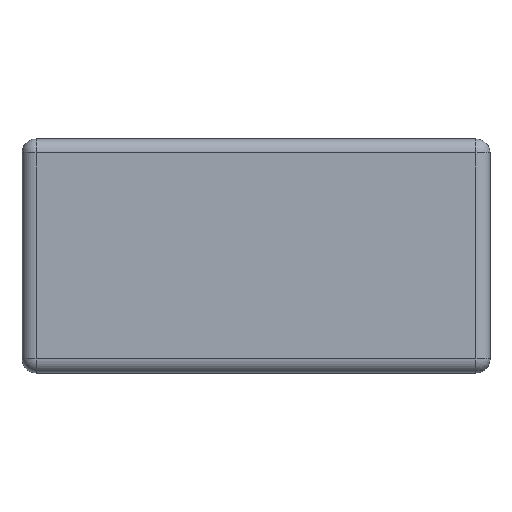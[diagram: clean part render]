
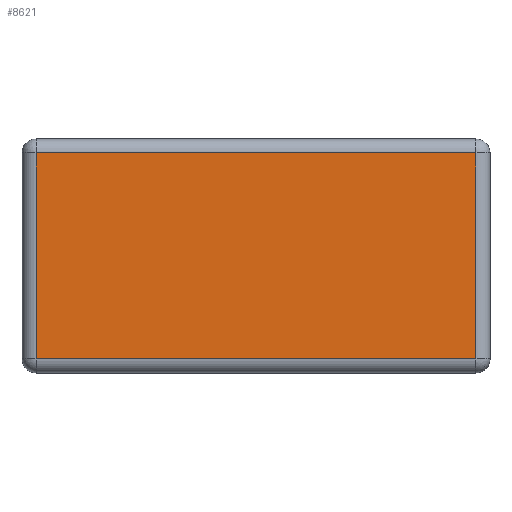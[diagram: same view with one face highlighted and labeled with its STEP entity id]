
A CAD part, top view. The second image highlights one B-rep face of the part: STEP entity #8621.
In plain terms, the highlighted face is planar.
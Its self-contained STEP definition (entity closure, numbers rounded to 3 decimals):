
#8361=CARTESIAN_POINT('',(-47.0,-22.,-13.0));
#8362=VERTEX_POINT('',#8361);
#8370=CARTESIAN_POINT('',(47.,-22.,-13.0));
#8371=VERTEX_POINT('',#8370);
#8372=CARTESIAN_POINT('',(-47.0,-22.,-13.0));
#8373=DIRECTION('',(1.0,0.0,0.0));
#8374=VECTOR('',#8373,94.0);
#8375=LINE('',#8372,#8374);
#8376=EDGE_CURVE('',#8362,#8371,#8375,.T.);
#8408=CARTESIAN_POINT('',(47.0,22.,-13.0));
#8409=VERTEX_POINT('',#8408);
#8410=CARTESIAN_POINT('',(47.0,-22.,-13.0));
#8411=DIRECTION('',(0.0,1.0,0.0));
#8412=VECTOR('',#8411,44.);
#8413=LINE('',#8410,#8412);
#8414=EDGE_CURVE('',#8371,#8409,#8413,.T.);
#8458=CARTESIAN_POINT('',(-47.,22.,-13.0));
#8459=VERTEX_POINT('',#8458);
#8460=CARTESIAN_POINT('',(47.0,22.,-13.0));
#8461=DIRECTION('',(-1.0,0.0,0.0));
#8462=VECTOR('',#8461,94.0);
#8463=LINE('',#8460,#8462);
#8464=EDGE_CURVE('',#8409,#8459,#8463,.T.);
#8513=CARTESIAN_POINT('',(-47.0,22.,-13.0));
#8514=DIRECTION('',(0.0,-1.0,0.0));
#8515=VECTOR('',#8514,44.);
#8516=LINE('',#8513,#8515);
#8517=EDGE_CURVE('',#8459,#8362,#8516,.T.);
#8610=CARTESIAN_POINT('',(0.,0.,-13.0));
#8611=DIRECTION('',(0.0,0.0,1.0));
#8612=DIRECTION('',(1.0,0.0,0.0));
#8613=AXIS2_PLACEMENT_3D('',#8610,#8611,#8612);
#8614=PLANE('',#8613);
#8615=ORIENTED_EDGE('',*,*,#8376,.F.);
#8616=ORIENTED_EDGE('',*,*,#8517,.F.);
#8617=ORIENTED_EDGE('',*,*,#8464,.F.);
#8618=ORIENTED_EDGE('',*,*,#8414,.F.);
#8619=EDGE_LOOP('',(#8615,#8616,#8617,#8618));
#8620=FACE_OUTER_BOUND('',#8619,.T.);
#8621=ADVANCED_FACE('',(#8620),#8614,.F.);
